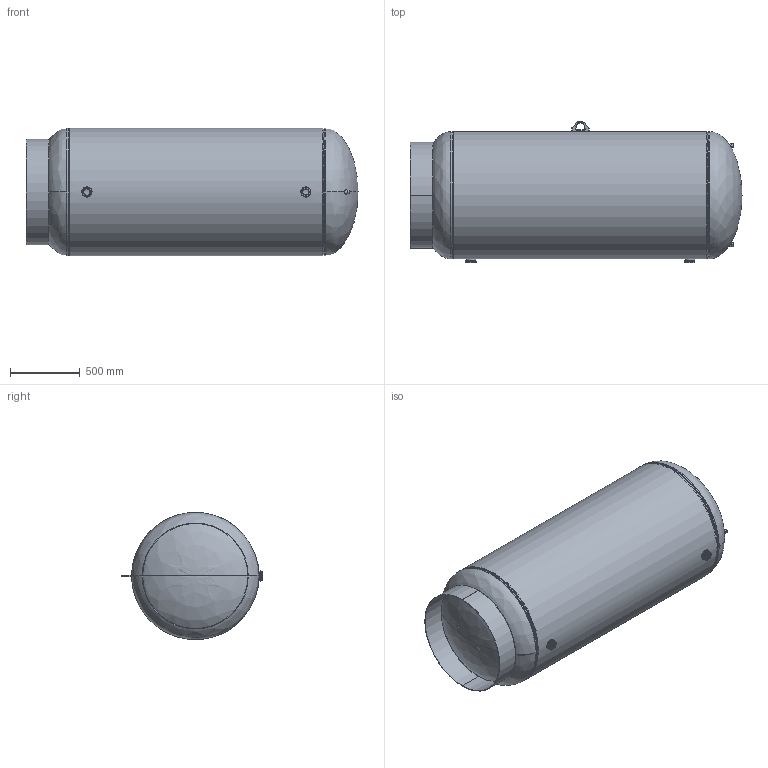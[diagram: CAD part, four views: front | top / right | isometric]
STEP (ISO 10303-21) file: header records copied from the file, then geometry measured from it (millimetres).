
FILE_DESCRIPTION (( 'STEP AP203' ), '1' );
FILE_NAME ('36NA93.STEP', '2021-03-11T15:07:38', ( '' ), ( '' ), 'SwSTEP 2.0', 'SolidWorks 2021', '' );
FILE_SCHEMA (( 'CONFIG_CONTROL_DESIGN' ));
Length unit declared in the file: inch
Products named in the file (9): 8500012; 9200217; Couplings_9500557; 99Q0469; 36NA93; 99B0087; 9200210; 9400542; 9500080
Assembly tree (11 placements, depth 2):
  36NA93
    99B0087
    9200210
    9200217
    Couplings_9500557  x2
    9500080  x2
    8500012  x2
    9400542
    99Q0469
Bounding box: 2387.6 x 1021.11 x 916.94 mm (x, y, z)
Volume: 43181523.6 mm3; surface area: 15359493.9 mm2
Topology: 11 solids, 11 shells, 558 faces, 1186 edges, 670 vertices
Faces by surface type: cone 228, cylinder 192, plane 76, torus 50, bspline 12
Full cylindrical faces by diameter (mm): 904.24 x1, 916.94 x1
Entity records: 13657 total; most frequent: CARTESIAN_POINT 4854, DIRECTION 1802, ORIENTED_EDGE 1508, EDGE_CURVE 754, AXIS2_PLACEMENT_3D 747, VERTEX_POINT 431, CIRCLE 394, EDGE_LOOP 379
